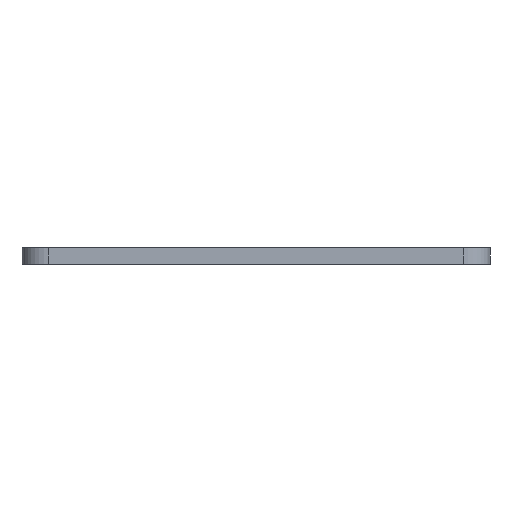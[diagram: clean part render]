
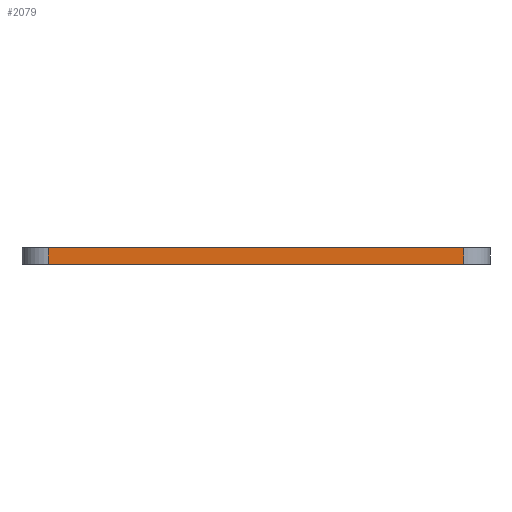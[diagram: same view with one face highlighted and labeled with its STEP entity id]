
A CAD part, front view. The second image highlights one B-rep face of the part: STEP entity #2079.
In plain terms, the highlighted planar face has unit normal (0, -1, 0).
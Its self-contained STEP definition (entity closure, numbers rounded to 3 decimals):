
#79=PLANE('',#2290);
#173=FACE_OUTER_BOUND('',#306,.T.);
#306=EDGE_LOOP('',(#1836,#1837,#1838,#1839));
#354=LINE('',#2980,#563);
#439=LINE('',#3282,#648);
#525=LINE('',#3483,#734);
#527=LINE('',#3486,#736);
#563=VECTOR('',#2362,10.);
#648=VECTOR('',#2585,10.);
#734=VECTOR('',#2843,10.);
#736=VECTOR('',#2847,10.);
#872=VERTEX_POINT('',#2977);
#873=VERTEX_POINT('',#2979);
#1020=VERTEX_POINT('',#3279);
#1021=VERTEX_POINT('',#3281);
#1076=EDGE_CURVE('',#872,#873,#354,.T.);
#1227=EDGE_CURVE('',#1021,#1020,#439,.F.);
#1333=EDGE_CURVE('',#1021,#872,#525,.T.);
#1335=EDGE_CURVE('',#873,#1020,#527,.T.);
#1836=ORIENTED_EDGE('',*,*,#1333,.F.);
#1837=ORIENTED_EDGE('',*,*,#1227,.T.);
#1838=ORIENTED_EDGE('',*,*,#1335,.F.);
#1839=ORIENTED_EDGE('',*,*,#1076,.F.);
#2079=ADVANCED_FACE('',(#173),#79,.F.);
#2290=AXIS2_PLACEMENT_3D('',#3485,#2845,#2846);
#2362=DIRECTION('',(-1.,0.,0.));
#2585=DIRECTION('',(1.,0.,0.));
#2843=DIRECTION('',(0.,0.,-1.));
#2845=DIRECTION('center_axis',(0.,1.,0.));
#2846=DIRECTION('ref_axis',(-1.,0.,0.));
#2847=DIRECTION('',(0.,0.,1.));
#2977=CARTESIAN_POINT('',(31.95,-74.9,0.));
#2979=CARTESIAN_POINT('',(-31.95,-74.9,0.));
#2980=CARTESIAN_POINT('',(26.963,-74.9,0.));
#3279=CARTESIAN_POINT('',(-31.95,-74.9,2.5));
#3281=CARTESIAN_POINT('',(31.95,-74.9,2.5));
#3282=CARTESIAN_POINT('',(26.963,-74.9,2.5));
#3483=CARTESIAN_POINT('',(31.95,-74.9,0.));
#3485=CARTESIAN_POINT('Origin',(35.95,-74.9,0.));
#3486=CARTESIAN_POINT('',(-31.95,-74.9,0.));
